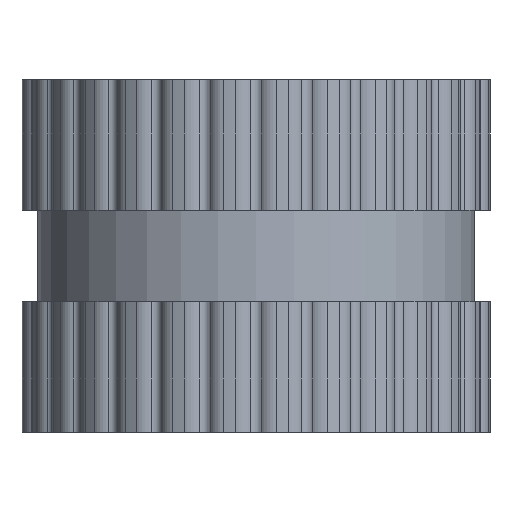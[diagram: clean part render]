
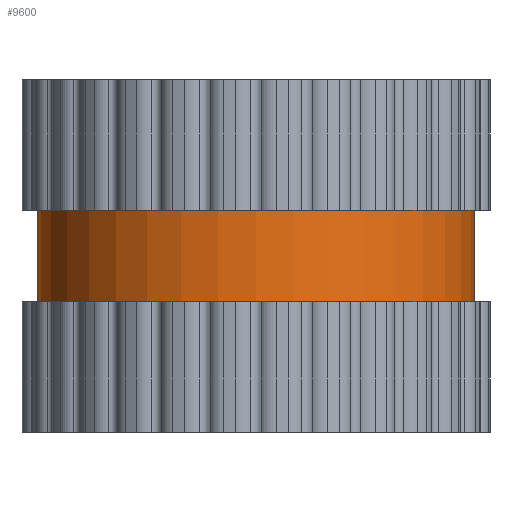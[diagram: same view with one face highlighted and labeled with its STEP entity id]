
A CAD part, front view. The second image highlights one B-rep face of the part: STEP entity #9600.
In plain terms, the highlighted cylindrical face has radius 1.86 mm (diameter 3.72 mm), a full revolution.
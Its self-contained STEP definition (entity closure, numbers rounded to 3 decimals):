
#1867=ORIENTED_EDGE('',*,*,#3901,.T.);
#1868=ORIENTED_EDGE('',*,*,#3843,.F.);
#3843=EDGE_CURVE('',#4858,#4858,#5408,.T.);
#3901=EDGE_CURVE('',#4861,#4861,#5466,.T.);
#4858=VERTEX_POINT('',#14560);
#4861=VERTEX_POINT('',#14622);
#5408=CIRCLE('',#10305,1.86);
#5466=CIRCLE('',#10364,1.86);
#5697=EDGE_LOOP('',(#1867));
#5698=EDGE_LOOP('',(#1868));
#6122=FACE_BOUND('',#5697,.T.);
#6123=FACE_BOUND('',#5698,.T.);
#6541=CYLINDRICAL_SURFACE('',#10363,1.86);
#9600=ADVANCED_FACE('',(#6122,#6123),#6541,.T.);
#10305=AXIS2_PLACEMENT_3D('',#14559,#11731,#11732);
#10363=AXIS2_PLACEMENT_3D('',#14620,#11847,#11848);
#10364=AXIS2_PLACEMENT_3D('',#14621,#11849,#11850);
#11731=DIRECTION('',(0.,0.,1.));
#11732=DIRECTION('',(1.,0.,0.));
#11847=DIRECTION('',(0.,0.,1.));
#11848=DIRECTION('',(1.,0.,0.));
#11849=DIRECTION('',(0.,0.,1.));
#11850=DIRECTION('',(1.,0.,0.));
#14559=CARTESIAN_POINT('',(0.,0.,1.89));
#14560=CARTESIAN_POINT('',(1.86,0.,1.89));
#14620=CARTESIAN_POINT('',(0.,0.,0.));
#14621=CARTESIAN_POINT('',(0.,0.,1.11));
#14622=CARTESIAN_POINT('',(1.86,0.,1.11));
